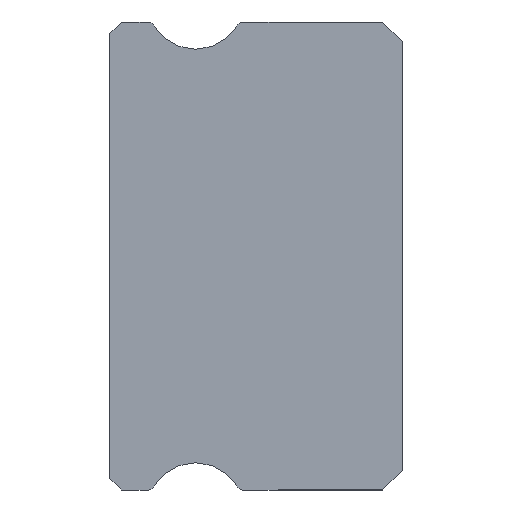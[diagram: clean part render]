
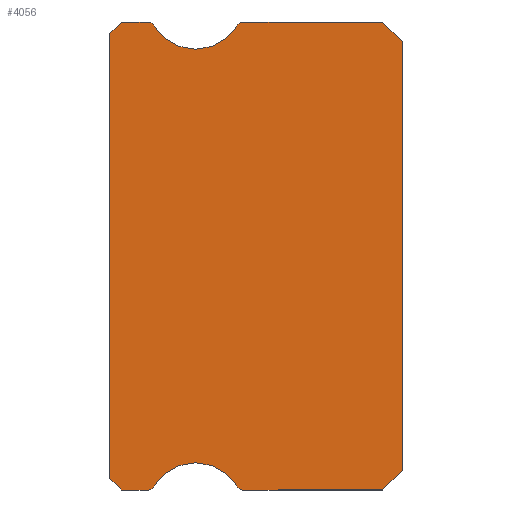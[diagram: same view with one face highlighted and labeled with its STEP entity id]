
A CAD part, left-side view. The second image highlights one B-rep face of the part: STEP entity #4056.
In plain terms, the highlighted planar face has unit normal (-1, 0, 0).
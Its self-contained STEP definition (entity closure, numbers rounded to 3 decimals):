
#74 = CIRCLE ( 'NONE', #6327, 0.15 ) ;
#152 = VERTEX_POINT ( 'NONE', #5718 ) ;
#165 = DIRECTION ( 'NONE',  ( 0., 1., 0. ) ) ;
#343 = VECTOR ( 'NONE', #2663, 1000. ) ;
#377 = CARTESIAN_POINT ( 'NONE',  ( -10., 6.512, 5.85 ) ) ;
#392 = LINE ( 'NONE', #5686, #1225 ) ;
#403 = DIRECTION ( 'NONE',  ( 0., 0., -1. ) ) ;
#412 = DIRECTION ( 'NONE',  ( 0., 0., 1. ) ) ;
#474 = AXIS2_PLACEMENT_3D ( 'NONE', #806, #4945, #2020 ) ;
#518 = CARTESIAN_POINT ( 'NONE',  ( -10., 5.3, 6.55 ) ) ;
#526 = DIRECTION ( 'NONE',  ( 1., 0., 0. ) ) ;
#563 = CARTESIAN_POINT ( 'NONE',  ( -10., 0.5, -6. ) ) ;
#589 = CARTESIAN_POINT ( 'NONE',  ( -10., 6.512, -6. ) ) ;
#591 = DIRECTION ( 'NONE',  ( 0., -1., 0. ) ) ;
#723 = CARTESIAN_POINT ( 'NONE',  ( -10., 0., -5.5 ) ) ;
#746 = EDGE_CURVE ( 'NONE', #2163, #5709, #2803, .T. ) ;
#753 = ORIENTED_EDGE ( 'NONE', *, *, #1803, .F. ) ;
#760 = ORIENTED_EDGE ( 'NONE', *, *, #6168, .F. ) ;
#762 = LINE ( 'NONE', #723, #6043 ) ;
#806 = CARTESIAN_POINT ( 'NONE',  ( -10., 6.512, 5.85 ) ) ;
#844 = CARTESIAN_POINT ( 'NONE',  ( -10., 7.5, 5.7 ) ) ;
#854 = AXIS2_PLACEMENT_3D ( 'NONE', #518, #5806, #4045 ) ;
#923 = ORIENTED_EDGE ( 'NONE', *, *, #2133, .F. ) ;
#963 = EDGE_CURVE ( 'NONE', #4126, #2114, #2255, .T. ) ;
#976 = EDGE_CURVE ( 'NONE', #2163, #6219, #762, .T. ) ;
#1042 = AXIS2_PLACEMENT_3D ( 'NONE', #6005, #7132, #5473 ) ;
#1072 = CARTESIAN_POINT ( 'NONE',  ( -10., 0., 5.5 ) ) ;
#1225 = VECTOR ( 'NONE', #2199, 1000. ) ;
#1251 = EDGE_CURVE ( 'NONE', #4210, #2114, #7567, .T. ) ;
#1268 = VERTEX_POINT ( 'NONE', #2920 ) ;
#1315 = VERTEX_POINT ( 'NONE', #5623 ) ;
#1396 = VECTOR ( 'NONE', #3027, 1000. ) ;
#1675 = DIRECTION ( 'NONE',  ( -1., 0., 0. ) ) ;
#1678 = CARTESIAN_POINT ( 'NONE',  ( -10., 0.5, 6. ) ) ;
#1712 = LINE ( 'NONE', #5839, #2428 ) ;
#1774 = CARTESIAN_POINT ( 'NONE',  ( -10., 5.3, 6.55 ) ) ;
#1803 = EDGE_CURVE ( 'NONE', #6219, #2612, #3558, .T. ) ;
#1854 = EDGE_CURVE ( 'NONE', #6399, #4210, #5466, .T. ) ;
#1923 = AXIS2_PLACEMENT_3D ( 'NONE', #1774, #1675, #4007 ) ;
#1928 = CARTESIAN_POINT ( 'NONE',  ( -10., 7.2, 6. ) ) ;
#1976 = DIRECTION ( 'NONE',  ( 0., 0.707, -0.707 ) ) ;
#1977 = EDGE_CURVE ( 'NONE', #6824, #5634, #7346, .T. ) ;
#1990 = CIRCLE ( 'NONE', #4438, 1.25 ) ;
#2020 = DIRECTION ( 'NONE',  ( 0., 0., -1. ) ) ;
#2035 = VECTOR ( 'NONE', #412, 1000. ) ;
#2114 = VERTEX_POINT ( 'NONE', #589 ) ;
#2121 = CARTESIAN_POINT ( 'NONE',  ( -10., 7.2, 6. ) ) ;
#2133 = EDGE_CURVE ( 'NONE', #7130, #5709, #6062, .T. ) ;
#2163 = VERTEX_POINT ( 'NONE', #7233 ) ;
#2199 = DIRECTION ( 'NONE',  ( 0., 0., 1. ) ) ;
#2251 = CARTESIAN_POINT ( 'NONE',  ( -10., 7.2, -6. ) ) ;
#2255 = CIRCLE ( 'NONE', #1042, 0.15 ) ;
#2272 = CARTESIAN_POINT ( 'NONE',  ( -10., 0., 5.5 ) ) ;
#2394 = DIRECTION ( 'NONE',  ( 0., 0., -1. ) ) ;
#2428 = VECTOR ( 'NONE', #591, 1000. ) ;
#2557 = CARTESIAN_POINT ( 'NONE',  ( -10., 7.2, -6. ) ) ;
#2612 = VERTEX_POINT ( 'NONE', #6351 ) ;
#2663 = DIRECTION ( 'NONE',  ( 0., -0.707, -0.707 ) ) ;
#2668 = DIRECTION ( 'NONE',  ( 0., -0.707, -0.707 ) ) ;
#2674 = DIRECTION ( 'NONE',  ( 0., 0., -1. ) ) ;
#2756 = CARTESIAN_POINT ( 'NONE',  ( -10., 5.3, -6.55 ) ) ;
#2766 = DIRECTION ( 'NONE',  ( 1., 0., 0. ) ) ;
#2785 = ORIENTED_EDGE ( 'NONE', *, *, #1251, .T. ) ;
#2803 = LINE ( 'NONE', #1072, #2035 ) ;
#2838 = ORIENTED_EDGE ( 'NONE', *, *, #7566, .F. ) ;
#2854 = VERTEX_POINT ( 'NONE', #2121 ) ;
#2920 = CARTESIAN_POINT ( 'NONE',  ( -10., 6.512, 6. ) ) ;
#3027 = DIRECTION ( 'NONE',  ( 0., -1., 0. ) ) ;
#3088 = CARTESIAN_POINT ( 'NONE',  ( -10., 6.383, 5.925 ) ) ;
#3396 = CARTESIAN_POINT ( 'NONE',  ( -10., 4.088, 5.85 ) ) ;
#3442 = CARTESIAN_POINT ( 'NONE',  ( -10., 4.088, -5.85 ) ) ;
#3558 = LINE ( 'NONE', #4855, #6670 ) ;
#3576 = ORIENTED_EDGE ( 'NONE', *, *, #6361, .T. ) ;
#3600 = CARTESIAN_POINT ( 'NONE',  ( -10., 6.512, -6. ) ) ;
#3656 = ORIENTED_EDGE ( 'NONE', *, *, #4650, .T. ) ;
#3661 = LINE ( 'NONE', #1928, #5855 ) ;
#3909 = AXIS2_PLACEMENT_3D ( 'NONE', #377, #2766, #5066 ) ;
#3988 = CARTESIAN_POINT ( 'NONE',  ( -10., 5.3, 5.3 ) ) ;
#4007 = DIRECTION ( 'NONE',  ( 0., 0., -1. ) ) ;
#4045 = DIRECTION ( 'NONE',  ( 0., 0., -1. ) ) ;
#4056 = ADVANCED_FACE ( 'NONE', ( #6046 ), #5441, .F. ) ;
#4126 = VERTEX_POINT ( 'NONE', #5559 ) ;
#4155 = EDGE_CURVE ( 'NONE', #1268, #5468, #6722, .T. ) ;
#4189 = ORIENTED_EDGE ( 'NONE', *, *, #4155, .F. ) ;
#4210 = VERTEX_POINT ( 'NONE', #2251 ) ;
#4270 = DIRECTION ( 'NONE',  ( 0., 1., 0. ) ) ;
#4322 = ORIENTED_EDGE ( 'NONE', *, *, #1977, .F. ) ;
#4367 = AXIS2_PLACEMENT_3D ( 'NONE', #3442, #526, #2394 ) ;
#4438 = AXIS2_PLACEMENT_3D ( 'NONE', #2756, #6776, #2674 ) ;
#4522 = ORIENTED_EDGE ( 'NONE', *, *, #6011, .F. ) ;
#4650 = EDGE_CURVE ( 'NONE', #2854, #1315, #6129, .T. ) ;
#4855 = CARTESIAN_POINT ( 'NONE',  ( -10., 6.512, -6. ) ) ;
#4857 = EDGE_LOOP ( 'NONE', ( #3656, #7259, #7586, #2785, #6461, #6706, #760, #753, #5294, #5431, #923, #5520, #4522, #4322, #2838, #4189, #3576 ) ) ;
#4882 = VECTOR ( 'NONE', #5521, 1000. ) ;
#4921 = EDGE_CURVE ( 'NONE', #6399, #1315, #392, .T. ) ;
#4945 = DIRECTION ( 'NONE',  ( 1., 0., 0. ) ) ;
#4998 = CARTESIAN_POINT ( 'NONE',  ( -10., 0.5, 6. ) ) ;
#5066 = DIRECTION ( 'NONE',  ( 0., 0., -1. ) ) ;
#5294 = ORIENTED_EDGE ( 'NONE', *, *, #976, .F. ) ;
#5431 = ORIENTED_EDGE ( 'NONE', *, *, #746, .T. ) ;
#5441 = PLANE ( 'NONE',  #474 ) ;
#5466 = LINE ( 'NONE', #2557, #6804 ) ;
#5468 = VERTEX_POINT ( 'NONE', #3088 ) ;
#5473 = DIRECTION ( 'NONE',  ( 0., 0., -1. ) ) ;
#5520 = ORIENTED_EDGE ( 'NONE', *, *, #7540, .F. ) ;
#5521 = DIRECTION ( 'NONE',  ( 0., 0.707, -0.707 ) ) ;
#5559 = CARTESIAN_POINT ( 'NONE',  ( -10., 6.383, -5.925 ) ) ;
#5623 = CARTESIAN_POINT ( 'NONE',  ( -10., 7.5, 5.7 ) ) ;
#5634 = VERTEX_POINT ( 'NONE', #7119 ) ;
#5686 = CARTESIAN_POINT ( 'NONE',  ( -10., 7.5, 5.85 ) ) ;
#5709 = VERTEX_POINT ( 'NONE', #2272 ) ;
#5718 = CARTESIAN_POINT ( 'NONE',  ( -10., 4.217, -5.925 ) ) ;
#5806 = DIRECTION ( 'NONE',  ( -1., 0., 0. ) ) ;
#5839 = CARTESIAN_POINT ( 'NONE',  ( -10., 6.512, 6. ) ) ;
#5855 = VECTOR ( 'NONE', #4270, 1000. ) ;
#5921 = CARTESIAN_POINT ( 'NONE',  ( -10., 7.5, -5.7 ) ) ;
#6005 = CARTESIAN_POINT ( 'NONE',  ( -10., 6.512, -5.85 ) ) ;
#6011 = EDGE_CURVE ( 'NONE', #5634, #7383, #74, .T. ) ;
#6043 = VECTOR ( 'NONE', #1976, 1000. ) ;
#6046 = FACE_OUTER_BOUND ( 'NONE', #4857, .T. ) ;
#6062 = LINE ( 'NONE', #4998, #343 ) ;
#6129 = LINE ( 'NONE', #844, #4882 ) ;
#6168 = EDGE_CURVE ( 'NONE', #2612, #152, #6456, .T. ) ;
#6219 = VERTEX_POINT ( 'NONE', #563 ) ;
#6327 = AXIS2_PLACEMENT_3D ( 'NONE', #3396, #7442, #403 ) ;
#6351 = CARTESIAN_POINT ( 'NONE',  ( -10., 4.088, -6. ) ) ;
#6361 = EDGE_CURVE ( 'NONE', #1268, #2854, #3661, .T. ) ;
#6399 = VERTEX_POINT ( 'NONE', #5921 ) ;
#6456 = CIRCLE ( 'NONE', #4367, 0.15 ) ;
#6461 = ORIENTED_EDGE ( 'NONE', *, *, #963, .F. ) ;
#6670 = VECTOR ( 'NONE', #165, 1000. ) ;
#6706 = ORIENTED_EDGE ( 'NONE', *, *, #6956, .F. ) ;
#6722 = CIRCLE ( 'NONE', #3909, 0.15 ) ;
#6776 = DIRECTION ( 'NONE',  ( -1., 0., 0. ) ) ;
#6804 = VECTOR ( 'NONE', #2668, 1000. ) ;
#6824 = VERTEX_POINT ( 'NONE', #3988 ) ;
#6834 = CIRCLE ( 'NONE', #1923, 1.25 ) ;
#6956 = EDGE_CURVE ( 'NONE', #152, #4126, #1990, .T. ) ;
#6982 = CARTESIAN_POINT ( 'NONE',  ( -10., 4.088, 6. ) ) ;
#7119 = CARTESIAN_POINT ( 'NONE',  ( -10., 4.217, 5.925 ) ) ;
#7130 = VERTEX_POINT ( 'NONE', #1678 ) ;
#7132 = DIRECTION ( 'NONE',  ( 1., 0., 0. ) ) ;
#7233 = CARTESIAN_POINT ( 'NONE',  ( -10., 0., -5.5 ) ) ;
#7259 = ORIENTED_EDGE ( 'NONE', *, *, #4921, .F. ) ;
#7346 = CIRCLE ( 'NONE', #854, 1.25 ) ;
#7383 = VERTEX_POINT ( 'NONE', #6982 ) ;
#7442 = DIRECTION ( 'NONE',  ( 1., 0., 0. ) ) ;
#7540 = EDGE_CURVE ( 'NONE', #7383, #7130, #1712, .T. ) ;
#7566 = EDGE_CURVE ( 'NONE', #5468, #6824, #6834, .T. ) ;
#7567 = LINE ( 'NONE', #3600, #1396 ) ;
#7586 = ORIENTED_EDGE ( 'NONE', *, *, #1854, .T. ) ;
